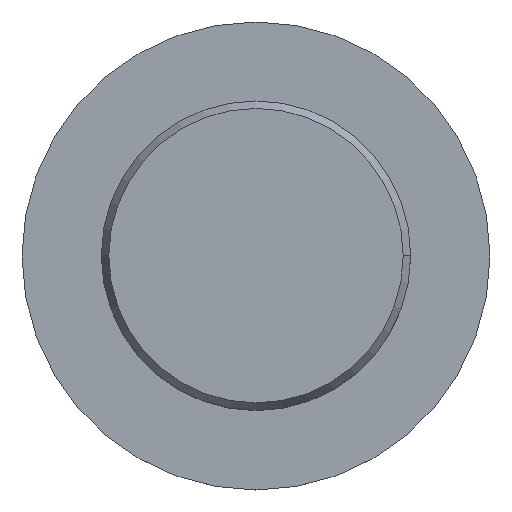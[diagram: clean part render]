
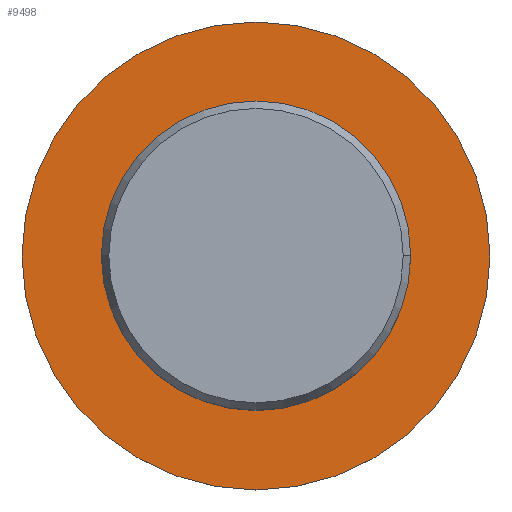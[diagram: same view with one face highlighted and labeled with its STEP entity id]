
A CAD part, top view. The second image highlights one B-rep face of the part: STEP entity #9498.
In plain terms, the highlighted planar face has unit normal (0, 0, 1).
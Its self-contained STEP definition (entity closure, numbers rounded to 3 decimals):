
#623 = DIRECTION ( 'NONE',  ( 0., 0., 1. ) ) ;
#847 = AXIS2_PLACEMENT_3D ( 'NONE', #8657, #12956, #5175 ) ;
#1000 = CIRCLE ( 'NONE', #4588, 9. ) ;
#1662 = CARTESIAN_POINT ( 'NONE',  ( -5.95, 0., -8. ) ) ;
#2167 = CARTESIAN_POINT ( 'NONE',  ( -9., 0., -8. ) ) ;
#2766 = AXIS2_PLACEMENT_3D ( 'NONE', #9124, #10245, #6961 ) ;
#2961 = EDGE_CURVE ( 'NONE', #11466, #5595, #7370, .T. ) ;
#3262 = ORIENTED_EDGE ( 'NONE', *, *, #12467, .F. ) ;
#3717 = CARTESIAN_POINT ( 'NONE',  ( 0., 0., -8. ) ) ;
#3905 = DIRECTION ( 'NONE',  ( 1., 0., 0. ) ) ;
#4588 = AXIS2_PLACEMENT_3D ( 'NONE', #12907, #623, #8473 ) ;
#4806 = FACE_OUTER_BOUND ( 'NONE', #11984, .T. ) ;
#4833 = EDGE_LOOP ( 'NONE', ( #3262, #8575 ) ) ;
#5175 = DIRECTION ( 'NONE',  ( 1., 0., 0. ) ) ;
#5595 = VERTEX_POINT ( 'NONE', #7609 ) ;
#6092 = AXIS2_PLACEMENT_3D ( 'NONE', #3717, #10560, #3905 ) ;
#6156 = DIRECTION ( 'NONE',  ( 0., 0., 1. ) ) ;
#6303 = VERTEX_POINT ( 'NONE', #2167 ) ;
#6433 = CIRCLE ( 'NONE', #2766, 5.95 ) ;
#6644 = CARTESIAN_POINT ( 'NONE',  ( 9., 0., -8. ) ) ;
#6961 = DIRECTION ( 'NONE',  ( 1., 0., 0. ) ) ;
#7196 = DIRECTION ( 'NONE',  ( 1., 0., 0. ) ) ;
#7241 = EDGE_CURVE ( 'NONE', #6303, #12731, #1000, .T. ) ;
#7370 = CIRCLE ( 'NONE', #7442, 5.95 ) ;
#7442 = AXIS2_PLACEMENT_3D ( 'NONE', #13810, #6156, #7196 ) ;
#7609 = CARTESIAN_POINT ( 'NONE',  ( 5.95, 0., -8. ) ) ;
#7758 = FACE_BOUND ( 'NONE', #4833, .T. ) ;
#8473 = DIRECTION ( 'NONE',  ( 1., 0., 0. ) ) ;
#8575 = ORIENTED_EDGE ( 'NONE', *, *, #2961, .F. ) ;
#8657 = CARTESIAN_POINT ( 'NONE',  ( 0., 0., -8. ) ) ;
#8822 = ORIENTED_EDGE ( 'NONE', *, *, #14332, .T. ) ;
#9124 = CARTESIAN_POINT ( 'NONE',  ( 0., 0., -8. ) ) ;
#9439 = PLANE ( 'NONE',  #6092 ) ;
#9498 = ADVANCED_FACE ( 'NONE', ( #7758, #4806 ), #9439, .T. ) ;
#10245 = DIRECTION ( 'NONE',  ( 0., 0., 1. ) ) ;
#10560 = DIRECTION ( 'NONE',  ( 0., 0., 1. ) ) ;
#11466 = VERTEX_POINT ( 'NONE', #1662 ) ;
#11984 = EDGE_LOOP ( 'NONE', ( #8822, #14097 ) ) ;
#12467 = EDGE_CURVE ( 'NONE', #5595, #11466, #6433, .T. ) ;
#12731 = VERTEX_POINT ( 'NONE', #6644 ) ;
#12789 = CIRCLE ( 'NONE', #847, 9. ) ;
#12907 = CARTESIAN_POINT ( 'NONE',  ( 0., 0., -8. ) ) ;
#12956 = DIRECTION ( 'NONE',  ( 0., 0., 1. ) ) ;
#13810 = CARTESIAN_POINT ( 'NONE',  ( 0., 0., -8. ) ) ;
#14097 = ORIENTED_EDGE ( 'NONE', *, *, #7241, .T. ) ;
#14332 = EDGE_CURVE ( 'NONE', #12731, #6303, #12789, .T. ) ;
